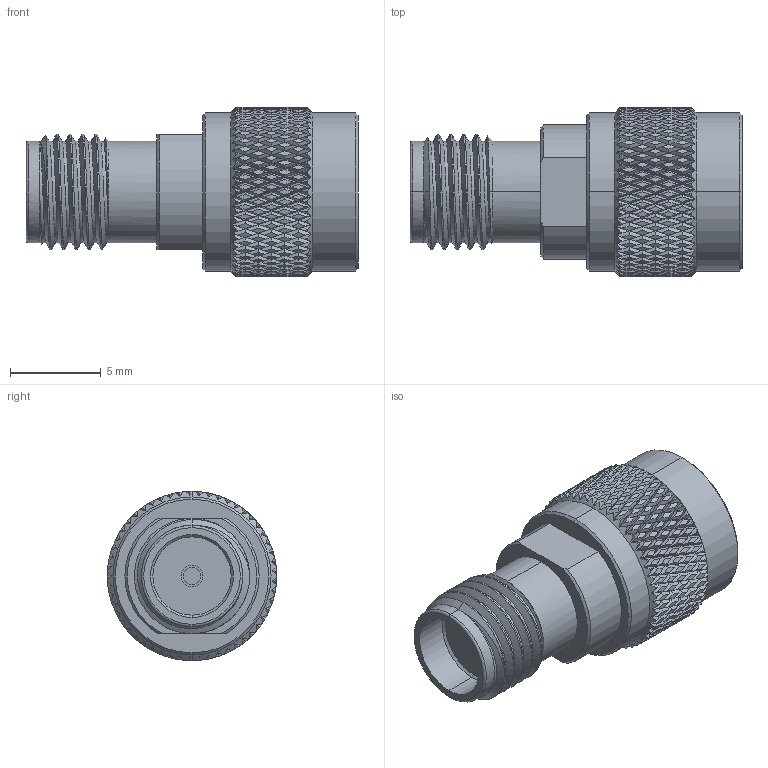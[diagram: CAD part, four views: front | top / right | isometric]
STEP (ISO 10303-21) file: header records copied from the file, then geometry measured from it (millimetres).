
FILE_DESCRIPTION (( 'STEP AP203' ), '1' );
FILE_NAME ('PE91336 ¦ FMAD1047.step', '2019-05-02T21:23:25', ( '' ), ( '' ), 'SwSTEP 2.0', 'SolidWorks 2018', '' );
FILE_SCHEMA (( 'CONFIG_CONTROL_DESIGN' ));
Length unit declared in the file: inch
Products named in the file (1): PE91336 ｦ FMAD1047
Bounding box: 18.29 x 9.32 x 9.32 mm (x, y, z)
Volume: 636.4 mm3; surface area: 895.4 mm2
Topology: 1 solids, 1 shells, 1745 faces, 3849 edges, 2116 vertices
Faces by surface type: bspline 1275, cylinder 414, plane 30, cone 24, torus 2
Entity records: 67276 total; most frequent: CARTESIAN_POINT 43697, ORIENTED_EDGE 7698, EDGE_CURVE 3849, VERTEX_POINT 2116, EDGE_LOOP 1755, FACE_OUTER_BOUND 1745, ADVANCED_FACE 1745, B_SPLINE_CURVE_WITH_KNOTS 1615
